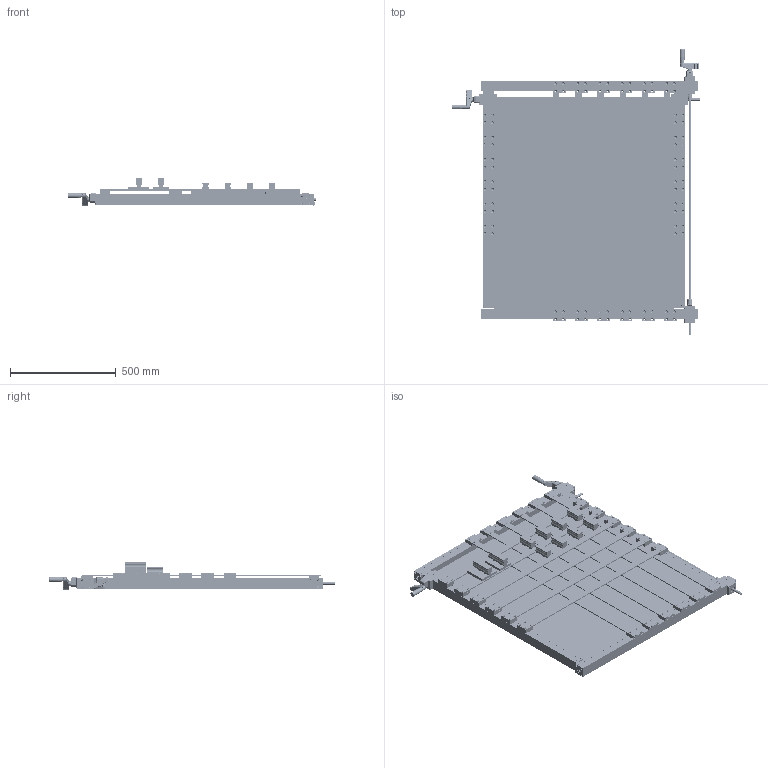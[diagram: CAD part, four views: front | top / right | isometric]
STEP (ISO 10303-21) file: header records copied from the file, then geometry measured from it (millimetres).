
FILE_DESCRIPTION(/* description */ ('Unknown'),/* implementation_level */ '2;1');
FILE_NAME(/* name */ 'A-0000224-Ablagetisch-50-Mehrfachverstellung-dy',/* time_stamp */ '2020-05-25T10:41:50+02:00',/* author */ ('Unknown'),/* organization */ ('Unknown'),/* preprocessor_version */ 'ST-DEVELOPER v16.7',/* originating_system */ 'Solid Edge',/* authorisation */ 'Unknown');
FILE_SCHEMA (('AUTOMOTIVE_DESIGN {1 0 10303 214 3 1 1}'));
Products named in the file (16): A-0000224-Ablagetisch-50-Mehrfachverstellung-dy; Profil-50-Werkstückablage-dy; Welle-6kt-Mehrfachverstellung-dy; A-0000125-Flanschlager50-Stirnseite-dy; A-0000042-Kegelradantrieb50-Flanschlager-dy; T-0000365-Schlitten50-60lg-Mehrfachverstellung-o-Klemm-dy; A-0000098-Deckel50-geschraubt-dy; Drehmomentwelle-D12-xxxlg-dy; Drehmomentwelle-D12-03lg-dy; A-0000127-Digi-Adapterplatte-50-dy; Ablageplatte; Trennleiste; Musterteil 75x100; Musterteil 75x75; Musterteil 100x100; Trennleiste2
Assembly tree (71 placements, depth 2):
  A-0000224-Ablagetisch-50-Mehrfachverstellung-dy
    Profil-50-Werkstückablage-dy  x4
    Welle-6kt-Mehrfachverstellung-dy  x2
    A-0000125-Flanschlager50-Stirnseite-dy  x4
    A-0000042-Kegelradantrieb50-Flanschlager-dy  x4
    T-0000365-Schlitten50-60lg-Mehrfachverstellung-o-Klemm-dy  x24
    A-0000098-Deckel50-geschraubt-dy  x4
    Drehmomentwelle-D12-xxxlg-dy
    Drehmomentwelle-D12-03lg-dy
    A-0000127-Digi-Adapterplatte-50-dy  x4
    Ablageplatte
    Trennleiste  x6
    Musterteil 75x100
    Musterteil 75x75  x8
    Musterteil 100x100
    Trennleiste2  x6
Bounding box: 1171.46 x 1349.95 x 128.01 mm (x, y, z)
Volume: 13576021.3 mm3; surface area: 5457157.1 mm2
Topology: 77 solids, 77 shells, 16562 faces, 45970 edges, 30000 vertices
Faces by surface type: plane 9504, cylinder 4426, cone 1904, bspline 392, torus 280, sphere 56
Full cylindrical faces by diameter (mm): 1.7 x24, 2 x72, 3 x12, 3.2 x136, 3.242 x24, 4 x4, 4.1 x8, 4.2 x36, 4.5 x24, 4.917 x376, 5 x132, 5.3 x8, 5.5 x40, 5.8 x40, 6 x108, 6.2 x4, 6.4 x152, 8.96 x4, 9 x40, 9.4 x40, 10 x48, 11 x48, 11.5 x8, 12 x46, 13.024 x4, 14 x4, 16 x28, 17.3 x24, 18 x12, 20 x12
Entity records: 100282 total; most frequent: CARTESIAN_POINT 21001, DIRECTION 12924, ORIENTED_EDGE 12782, EDGE_CURVE 6391, AXIS2_PLACEMENT_3D 4480, VERTEX_POINT 4409, LINE 3964, VECTOR 3964
